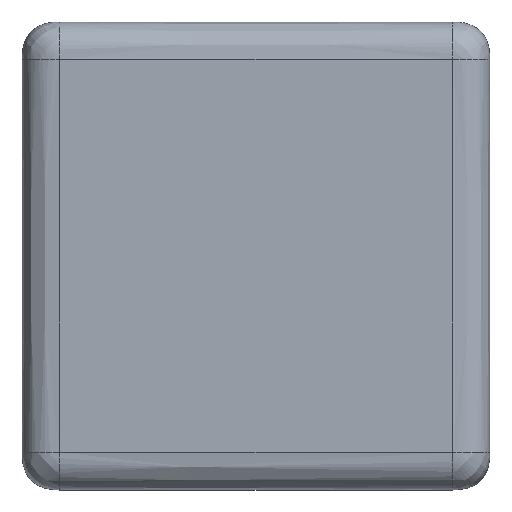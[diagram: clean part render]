
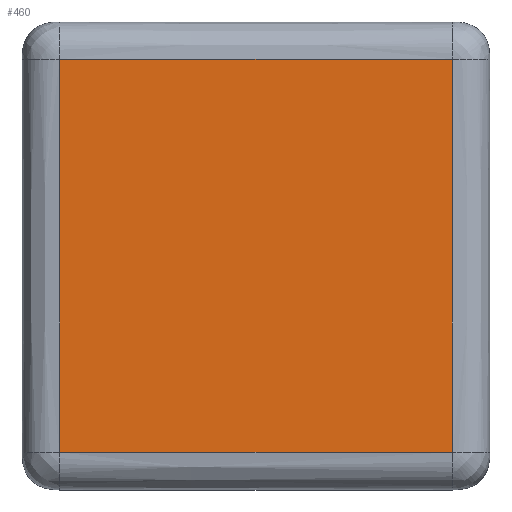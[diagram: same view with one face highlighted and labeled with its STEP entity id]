
A CAD part, top view. The second image highlights one B-rep face of the part: STEP entity #460.
In plain terms, the highlighted planar face has unit normal (0, 0, 1).
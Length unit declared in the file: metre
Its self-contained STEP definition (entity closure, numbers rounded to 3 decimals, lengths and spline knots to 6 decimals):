
#56=B_SPLINE_CURVE_WITH_KNOTS('',3,(#677,#678,#679,#680),.UNSPECIFIED.,
 .F.,.F.,(4,4),(0.,1.),.UNSPECIFIED.);
#57=B_SPLINE_CURVE_WITH_KNOTS('',3,(#683,#684,#685,#686),.UNSPECIFIED.,
 .F.,.F.,(4,4),(0.,1.),.UNSPECIFIED.);
#58=B_SPLINE_CURVE_WITH_KNOTS('',3,(#688,#689,#690,#691),.UNSPECIFIED.,
 .F.,.F.,(4,4),(0.,1.),.UNSPECIFIED.);
#59=B_SPLINE_CURVE_WITH_KNOTS('',3,(#693,#694,#695,#696),.UNSPECIFIED.,
 .F.,.F.,(4,4),(0.,1.),.UNSPECIFIED.);
#132=ORIENTED_EDGE('',*,*,#272,.T.);
#133=ORIENTED_EDGE('',*,*,#273,.T.);
#134=ORIENTED_EDGE('',*,*,#274,.T.);
#135=ORIENTED_EDGE('',*,*,#275,.T.);
#272=EDGE_CURVE('',#340,#341,#56,.T.);
#273=EDGE_CURVE('',#341,#342,#57,.T.);
#274=EDGE_CURVE('',#342,#343,#58,.T.);
#275=EDGE_CURVE('',#343,#340,#59,.T.);
#340=VERTEX_POINT('',#681);
#341=VERTEX_POINT('',#682);
#342=VERTEX_POINT('',#687);
#343=VERTEX_POINT('',#692);
#378=EDGE_LOOP('',(#132,#133,#134,#135));
#414=FACE_BOUND('',#378,.T.);
#449=PLANE('',#508);
#460=ADVANCED_FACE('',(#414),#449,.T.);
#508=AXIS2_PLACEMENT_3D('',#676,#534,#535);
#534=DIRECTION('',(0.,0.,1.));
#535=DIRECTION('',(1.,0.,0.));
#676=CARTESIAN_POINT('',(0.,0.,0.008));
#677=CARTESIAN_POINT('',(0.0105,-0.0105,0.008));
#678=CARTESIAN_POINT('',(0.0105,-0.0035,0.008));
#679=CARTESIAN_POINT('',(0.0105,0.0035,0.008));
#680=CARTESIAN_POINT('',(0.0105,0.0105,0.008));
#681=CARTESIAN_POINT('',(0.0105,-0.0105,0.008));
#682=CARTESIAN_POINT('',(0.0105,0.0105,0.008));
#683=CARTESIAN_POINT('',(0.0105,0.0105,0.008));
#684=CARTESIAN_POINT('',(0.0035,0.0105,0.008));
#685=CARTESIAN_POINT('',(-0.0035,0.0105,0.008));
#686=CARTESIAN_POINT('',(-0.0105,0.0105,0.008));
#687=CARTESIAN_POINT('',(-0.0105,0.0105,0.008));
#688=CARTESIAN_POINT('',(-0.0105,0.0105,0.008));
#689=CARTESIAN_POINT('',(-0.0105,0.0035,0.008));
#690=CARTESIAN_POINT('',(-0.0105,-0.0035,0.008));
#691=CARTESIAN_POINT('',(-0.0105,-0.0105,0.008));
#692=CARTESIAN_POINT('',(-0.0105,-0.0105,0.008));
#693=CARTESIAN_POINT('',(-0.0105,-0.0105,0.008));
#694=CARTESIAN_POINT('',(-0.0035,-0.0105,0.008));
#695=CARTESIAN_POINT('',(0.0035,-0.0105,0.008));
#696=CARTESIAN_POINT('',(0.0105,-0.0105,0.008));
